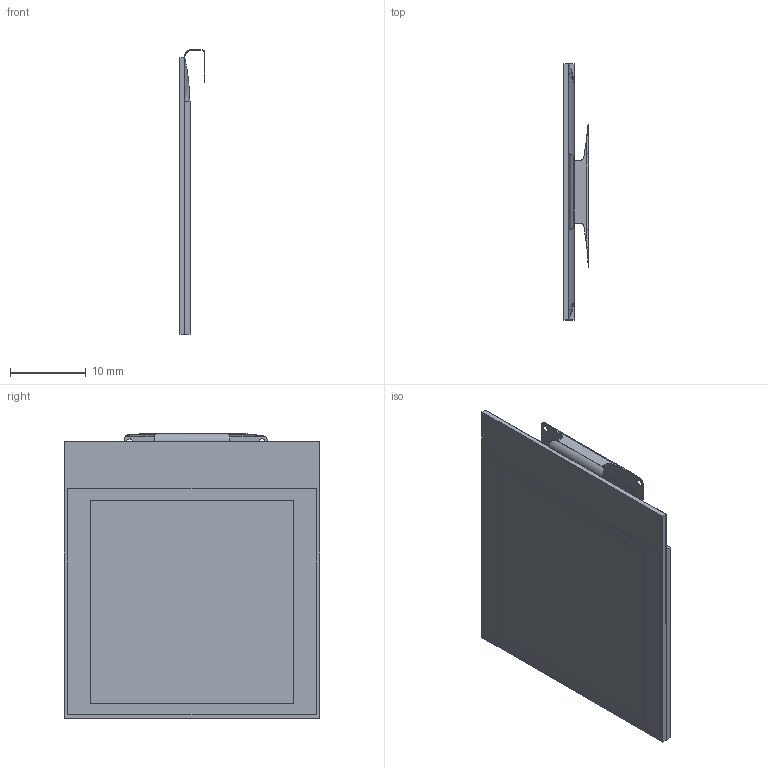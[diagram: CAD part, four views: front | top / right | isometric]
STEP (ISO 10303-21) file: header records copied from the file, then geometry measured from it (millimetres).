
FILE_DESCRIPTION(/* description */ (''),/* implementation_level */ '2;1');
FILE_NAME(/* name */ 'OLED_1.5.step',/* time_stamp */ '2022-01-23T19:36:29+01:00',/* author */ (''),/* organization */ (''),/* preprocessor_version */ 'ST-DEVELOPER v18.1',/* originating_system */ 'Autodesk Translation Framework v10.13.0.1454',/* authorisation */ '');
FILE_SCHEMA (('AUTOMOTIVE_DESIGN { 1 0 10303 214 3 1 1 }'));
Length unit declared in the file: millimetre
Products named in the file (1): OLED_1.5
Bounding box: 3.33 x 33.8 x 37.56 mm (x, y, z)
Volume: 1666.9 mm3; surface area: 2865.6 mm2
Topology: 1 solids, 1 shells, 168 faces, 482 edges, 318 vertices
Faces by surface type: plane 141, cylinder 21, bspline 6
Full cylindrical faces by diameter (mm): 0.8 x2
Entity records: 5758 total; most frequent: CARTESIAN_POINT 1261, ORIENTED_EDGE 964, DIRECTION 816, EDGE_CURVE 482, LINE 434, VECTOR 434, VERTEX_POINT 318, AXIS2_PLACEMENT_3D 191
